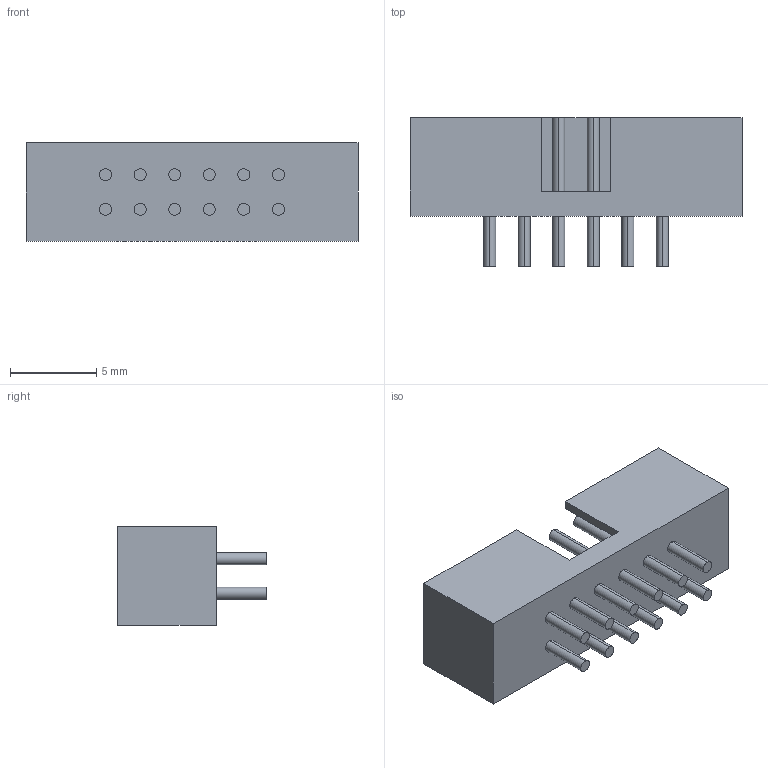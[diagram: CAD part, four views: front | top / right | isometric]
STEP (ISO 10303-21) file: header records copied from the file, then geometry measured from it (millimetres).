
FILE_DESCRIPTION (( 'STEP AP214' ), '1' );
FILE_NAME ('DC2-2.0-12P.STEP', '2016-09-13T02:26:23', ( '' ), ( '' ), 'SwSTEP 2.0', 'SolidWorks 2016', '' );
FILE_SCHEMA (( 'AUTOMOTIVE_DESIGN' ));
Length unit declared in the file: millimetre
Products named in the file (1): DC2-2.0-12P
Bounding box: 19.2 x 8.6 x 5.7 mm (x, y, z)
Volume: 280.6 mm3; surface area: 859.6 mm2
Topology: 1 solids, 1 shells, 86 faces, 180 edges, 120 vertices
Faces by surface type: cylinder 48, plane 38
Entity records: 2506 total; most frequent: DIRECTION 450, CARTESIAN_POINT 387, ORIENTED_EDGE 360, AXIS2_PLACEMENT_3D 183, EDGE_CURVE 180, VERTEX_POINT 120, EDGE_LOOP 110, CIRCLE 96
